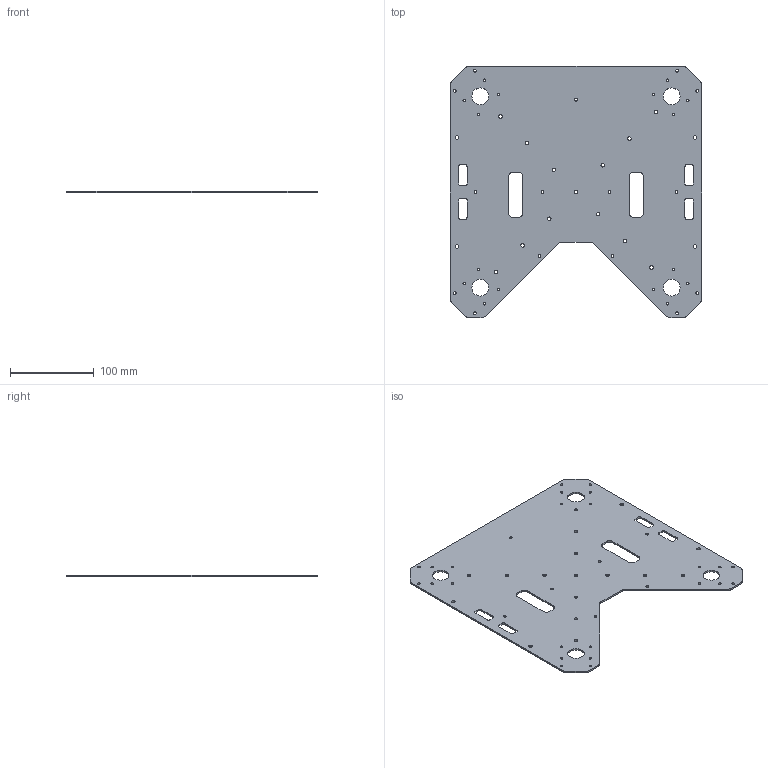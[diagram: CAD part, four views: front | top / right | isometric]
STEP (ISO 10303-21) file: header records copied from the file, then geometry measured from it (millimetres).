
FILE_DESCRIPTION(/* description */ (''),/* implementation_level */ '2;1');
FILE_NAME(/* name */ 'part1.step',/* time_stamp */ '2025-06-18T02:04:27+03:00',/* author */ (''),/* organization */ (''),/* preprocessor_version */ 'ST-DEVELOPER v20.1',/* originating_system */ 'Autodesk Translation Framework v14.10.0.0',/* authorisation */ '');
FILE_SCHEMA (('AUTOMOTIVE_DESIGN { 1 0 10303 214 3 1 1 }'));
Length unit declared in the file: millimetre
Products named in the file (4): Drone_Assembly; 1000-AirframeStructure; 1100-Plates; Top_Plate
Assembly tree (3 placements, depth 4):
  Drone_Assembly
    1000-AirframeStructure
      1100-Plates
        Top_Plate
Bounding box: 300 x 300 x 2 mm (x, y, z)
Volume: 145991.2 mm3; surface area: 151050.8 mm2
Topology: 1 solids, 1 shells, 126 faces, 372 edges, 248 vertices
Faces by surface type: cylinder 88, plane 38
Full cylindrical faces by diameter (mm): 3 x24, 3.2 x7, 4.2 x17, 20 x4
Entity records: 4652 total; most frequent: DIRECTION 814, CARTESIAN_POINT 753, ORIENTED_EDGE 744, EDGE_CURVE 372, AXIS2_PLACEMENT_3D 309, VERTEX_POINT 248, EDGE_LOOP 242, LINE 196
